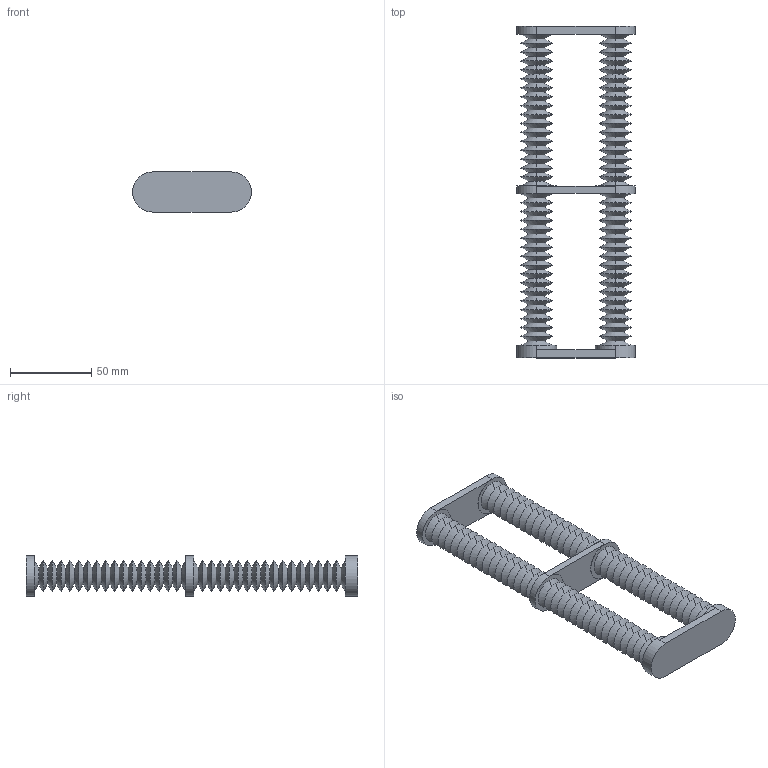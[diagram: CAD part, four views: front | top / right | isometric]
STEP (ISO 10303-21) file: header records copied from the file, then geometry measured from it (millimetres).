
FILE_DESCRIPTION (( 'STEP AP214' ), '1' );
FILE_NAME ('unity.STEP', '2019-12-06T06:29:06', ( '' ), ( '' ), 'SwSTEP 2.0', 'SolidWorks 2018', '' );
FILE_SCHEMA (( 'AUTOMOTIVE_DESIGN' ));
Length unit declared in the file: millimetre
Products named in the file (1): unity
Bounding box: 73.33 x 204.6 x 24.75 mm (x, y, z)
Volume: 77563 mm3; surface area: 60247 mm2
Topology: 1 solids, 5 shells, 586 faces, 1172 edges, 600 vertices
Faces by surface type: cone 544, plane 28, cylinder 14
Entity records: 14746 total; most frequent: DIRECTION 2934, CARTESIAN_POINT 2359, ORIENTED_EDGE 2344, AXIS2_PLACEMENT_3D 1175, EDGE_CURVE 1172, VERTEX_POINT 600, EDGE_LOOP 594, CIRCLE 588
